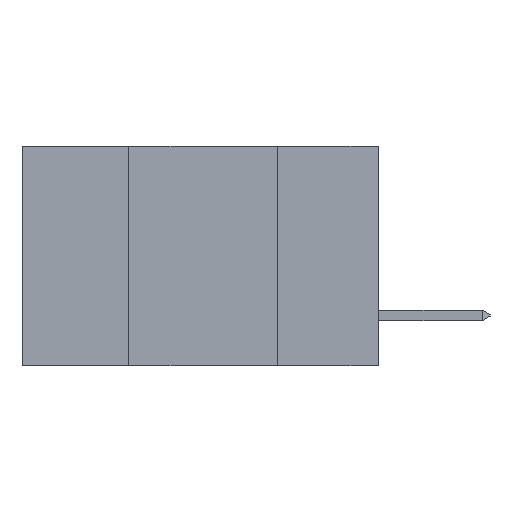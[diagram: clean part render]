
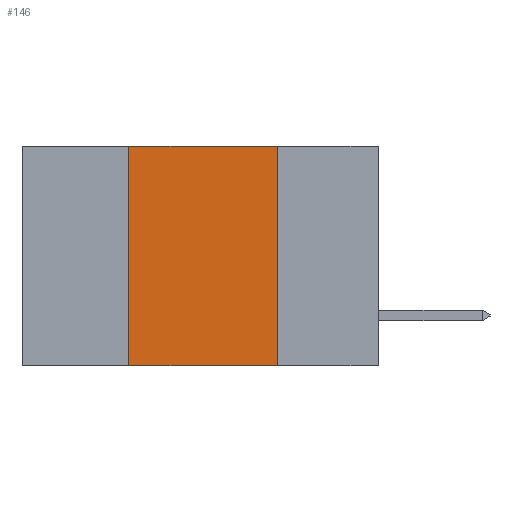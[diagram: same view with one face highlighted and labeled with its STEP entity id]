
A CAD part, left-side view. The second image highlights one B-rep face of the part: STEP entity #146.
In plain terms, the highlighted planar face has unit normal (-1, 0, 0).
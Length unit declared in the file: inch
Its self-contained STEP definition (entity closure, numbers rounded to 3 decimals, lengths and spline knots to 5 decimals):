
#146 = ADVANCED_FACE ( 'NONE', ( #15765 ), #4064, .F. ) ;
#3693 = LINE ( 'NONE', #9177, #13451 ) ;
#3890 = LINE ( 'NONE', #4776, #16783 ) ;
#4064 = PLANE ( 'NONE',  #15115 ) ;
#4583 = VERTEX_POINT ( 'NONE', #5646 ) ;
#4753 = DIRECTION ( 'NONE',  ( 0., 0., -1. ) ) ;
#4776 = CARTESIAN_POINT ( 'NONE',  ( 0., 0.17, 0. ) ) ;
#5646 = CARTESIAN_POINT ( 'NONE',  ( 0., 0.17, -0.37 ) ) ;
#6568 = CARTESIAN_POINT ( 'NONE',  ( 0., 0.17, 0. ) ) ;
#6725 = VECTOR ( 'NONE', #7704, 39.37008 ) ;
#7306 = LINE ( 'NONE', #20380, #6725 ) ;
#7404 = EDGE_CURVE ( 'NONE', #15365, #10635, #3693, .T. ) ;
#7704 = DIRECTION ( 'NONE',  ( 0., -1., 0. ) ) ;
#7886 = VECTOR ( 'NONE', #14857, 39.37008 ) ;
#9177 = CARTESIAN_POINT ( 'NONE',  ( 0., 0.6, 0. ) ) ;
#9305 = EDGE_CURVE ( 'NONE', #10635, #4583, #3890, .T. ) ;
#10635 = VERTEX_POINT ( 'NONE', #6568 ) ;
#10859 = DIRECTION ( 'NONE',  ( 0., -1., 0. ) ) ;
#10895 = CARTESIAN_POINT ( 'NONE',  ( 0., 0.42, -0.37 ) ) ;
#13310 = EDGE_LOOP ( 'NONE', ( #15630, #16322, #20620, #19326 ) ) ;
#13451 = VECTOR ( 'NONE', #10859, 39.37008 ) ;
#14857 = DIRECTION ( 'NONE',  ( 0., 0., 1. ) ) ;
#15115 = AXIS2_PLACEMENT_3D ( 'NONE', #17059, #22361, #22360 ) ;
#15365 = VERTEX_POINT ( 'NONE', #18984 ) ;
#15630 = ORIENTED_EDGE ( 'NONE', *, *, #9305, .F. ) ;
#15765 = FACE_OUTER_BOUND ( 'NONE', #13310, .T. ) ;
#16322 = ORIENTED_EDGE ( 'NONE', *, *, #7404, .F. ) ;
#16783 = VECTOR ( 'NONE', #4753, 39.37008 ) ;
#17059 = CARTESIAN_POINT ( 'NONE',  ( 0., 0.6, 0. ) ) ;
#18503 = CARTESIAN_POINT ( 'NONE',  ( 0., 0.42, 0. ) ) ;
#18918 = EDGE_CURVE ( 'NONE', #22508, #15365, #21738, .T. ) ;
#18949 = EDGE_CURVE ( 'NONE', #22508, #4583, #7306, .T. ) ;
#18984 = CARTESIAN_POINT ( 'NONE',  ( 0., 0.42, 0. ) ) ;
#19326 = ORIENTED_EDGE ( 'NONE', *, *, #18949, .T. ) ;
#20380 = CARTESIAN_POINT ( 'NONE',  ( 0., 0.6, -0.37 ) ) ;
#20620 = ORIENTED_EDGE ( 'NONE', *, *, #18918, .F. ) ;
#21738 = LINE ( 'NONE', #18503, #7886 ) ;
#22360 = DIRECTION ( 'NONE',  ( 0., 0., -1. ) ) ;
#22361 = DIRECTION ( 'NONE',  ( 1., 0., 0. ) ) ;
#22508 = VERTEX_POINT ( 'NONE', #10895 ) ;
